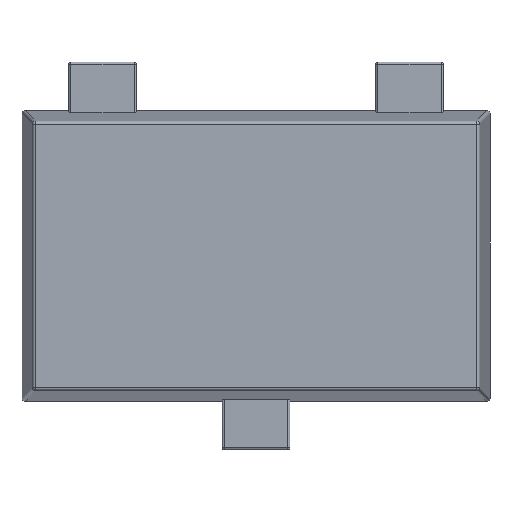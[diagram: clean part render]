
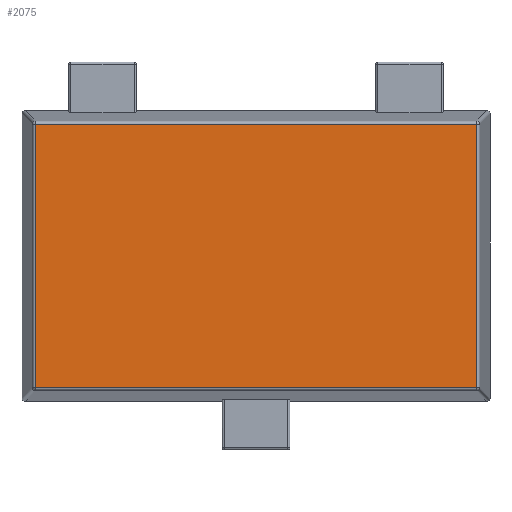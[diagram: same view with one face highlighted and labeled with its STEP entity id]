
A CAD part, top view. The second image highlights one B-rep face of the part: STEP entity #2075.
In plain terms, the highlighted planar face has unit normal (0, 0, 1).
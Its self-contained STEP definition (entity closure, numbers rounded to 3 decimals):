
#246=ORIENTED_EDGE('',*,*,#666,.T.);
#247=ORIENTED_EDGE('',*,*,#667,.T.);
#248=ORIENTED_EDGE('',*,*,#668,.T.);
#249=ORIENTED_EDGE('',*,*,#669,.T.);
#666=EDGE_CURVE('',#876,#877,#978,.F.);
#667=EDGE_CURVE('',#877,#878,#979,.F.);
#668=EDGE_CURVE('',#878,#879,#980,.F.);
#669=EDGE_CURVE('',#879,#876,#981,.F.);
#876=VERTEX_POINT('',#2991);
#877=VERTEX_POINT('',#2992);
#878=VERTEX_POINT('',#2994);
#879=VERTEX_POINT('',#2996);
#978=LINE('',#2990,#1092);
#979=LINE('',#2993,#1093);
#980=LINE('',#2995,#1094);
#981=LINE('',#2997,#1095);
#1092=VECTOR('',#2449,1000.);
#1093=VECTOR('',#2450,1000.);
#1094=VECTOR('',#2451,1000.);
#1095=VECTOR('',#2452,1000.);
#1167=EDGE_LOOP('',(#246,#247,#248,#249));
#1265=FACE_BOUND('',#1167,.T.);
#1363=PLANE('',#2190);
#2075=ADVANCED_FACE('',(#1265),#1363,.T.);
#2190=AXIS2_PLACEMENT_3D('',#2989,#2447,#2448);
#2447=DIRECTION('',(0.,0.,1.));
#2448=DIRECTION('',(1.,0.,0.));
#2449=DIRECTION('',(0.,-1.,0.));
#2450=DIRECTION('',(1.,0.,0.));
#2451=DIRECTION('',(0.,1.,0.));
#2452=DIRECTION('',(-1.,0.,0.));
#2989=CARTESIAN_POINT('',(0.,0.,0.77));
#2990=CARTESIAN_POINT('',(1.365,0.814,0.77));
#2991=CARTESIAN_POINT('',(1.365,-0.815,0.77));
#2992=CARTESIAN_POINT('',(1.365,0.815,0.77));
#2993=CARTESIAN_POINT('',(-1.364,0.815,0.77));
#2994=CARTESIAN_POINT('',(-1.365,0.815,0.77));
#2995=CARTESIAN_POINT('',(-1.365,-0.814,0.77));
#2996=CARTESIAN_POINT('',(-1.365,-0.815,0.77));
#2997=CARTESIAN_POINT('',(1.364,-0.815,0.77));
